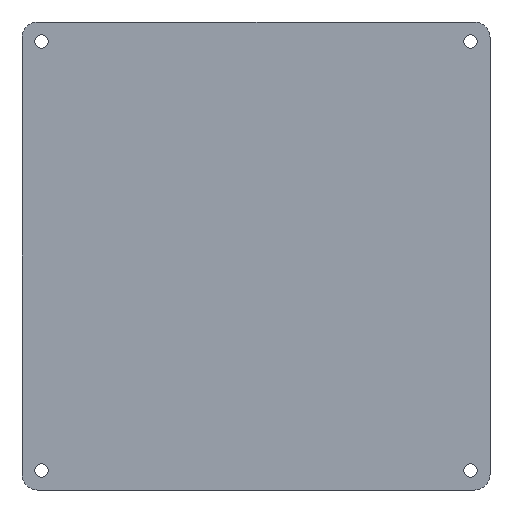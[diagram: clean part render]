
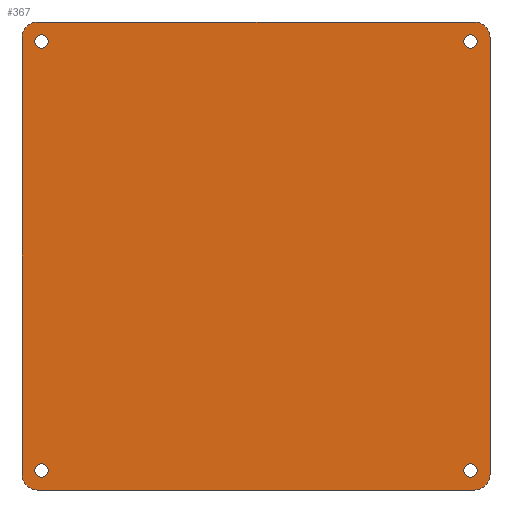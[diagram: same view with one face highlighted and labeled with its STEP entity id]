
A CAD part, front view. The second image highlights one B-rep face of the part: STEP entity #367.
In plain terms, the highlighted planar face has unit normal (0, -1, 0).
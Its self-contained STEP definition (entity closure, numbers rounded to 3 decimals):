
#25=LINE('',#617,#49);
#28=LINE('',#623,#52);
#29=LINE('',#627,#53);
#30=LINE('',#631,#54);
#49=VECTOR('',#511,10.);
#52=VECTOR('',#516,10.);
#53=VECTOR('',#519,10.);
#54=VECTOR('',#522,10.);
#79=FACE_BOUND('',#128,.T.);
#80=FACE_BOUND('',#129,.T.);
#81=FACE_BOUND('',#130,.T.);
#82=FACE_BOUND('',#131,.T.);
#101=FACE_OUTER_BOUND('',#127,.T.);
#127=EDGE_LOOP('',(#295,#296,#297,#298,#299,#300,#301,#302));
#128=EDGE_LOOP('',(#303));
#129=EDGE_LOOP('',(#304));
#130=EDGE_LOOP('',(#305));
#131=EDGE_LOOP('',(#306));
#146=CIRCLE('',#395,1.75);
#150=CIRCLE('',#402,1.75);
#154=CIRCLE('',#409,1.75);
#158=CIRCLE('',#416,1.75);
#160=CIRCLE('',#419,4.);
#161=CIRCLE('',#422,4.);
#162=CIRCLE('',#423,4.);
#163=CIRCLE('',#424,4.);
#170=VERTEX_POINT('',#564);
#174=VERTEX_POINT('',#577);
#178=VERTEX_POINT('',#590);
#182=VERTEX_POINT('',#603);
#185=VERTEX_POINT('',#610);
#186=VERTEX_POINT('',#612);
#187=VERTEX_POINT('',#616);
#189=VERTEX_POINT('',#622);
#190=VERTEX_POINT('',#624);
#191=VERTEX_POINT('',#626);
#192=VERTEX_POINT('',#628);
#193=VERTEX_POINT('',#630);
#204=EDGE_CURVE('',#170,#170,#146,.T.);
#210=EDGE_CURVE('',#174,#174,#150,.T.);
#216=EDGE_CURVE('',#178,#178,#154,.T.);
#222=EDGE_CURVE('',#182,#182,#158,.T.);
#225=EDGE_CURVE('',#185,#186,#160,.T.);
#227=EDGE_CURVE('',#187,#186,#25,.T.);
#230=EDGE_CURVE('',#185,#189,#28,.T.);
#231=EDGE_CURVE('',#190,#189,#161,.T.);
#232=EDGE_CURVE('',#190,#191,#29,.T.);
#233=EDGE_CURVE('',#192,#191,#162,.T.);
#234=EDGE_CURVE('',#192,#193,#30,.T.);
#235=EDGE_CURVE('',#187,#193,#163,.T.);
#295=ORIENTED_EDGE('',*,*,#225,.F.);
#296=ORIENTED_EDGE('',*,*,#230,.T.);
#297=ORIENTED_EDGE('',*,*,#231,.F.);
#298=ORIENTED_EDGE('',*,*,#232,.T.);
#299=ORIENTED_EDGE('',*,*,#233,.F.);
#300=ORIENTED_EDGE('',*,*,#234,.T.);
#301=ORIENTED_EDGE('',*,*,#235,.F.);
#302=ORIENTED_EDGE('',*,*,#227,.T.);
#303=ORIENTED_EDGE('',*,*,#204,.T.);
#304=ORIENTED_EDGE('',*,*,#210,.T.);
#305=ORIENTED_EDGE('',*,*,#216,.T.);
#306=ORIENTED_EDGE('',*,*,#222,.T.);
#348=PLANE('',#421);
#367=ADVANCED_FACE('',(#101,#79,#80,#81,#82),#348,.F.);
#395=AXIS2_PLACEMENT_3D('',#566,#451,#452);
#402=AXIS2_PLACEMENT_3D('',#579,#467,#468);
#409=AXIS2_PLACEMENT_3D('',#592,#483,#484);
#416=AXIS2_PLACEMENT_3D('',#605,#499,#500);
#419=AXIS2_PLACEMENT_3D('',#613,#506,#507);
#421=AXIS2_PLACEMENT_3D('',#621,#514,#515);
#422=AXIS2_PLACEMENT_3D('',#625,#517,#518);
#423=AXIS2_PLACEMENT_3D('',#629,#520,#521);
#424=AXIS2_PLACEMENT_3D('',#632,#523,#524);
#451=DIRECTION('center_axis',(0.,1.,0.));
#452=DIRECTION('ref_axis',(0.,0.,1.));
#467=DIRECTION('center_axis',(0.,1.,0.));
#468=DIRECTION('ref_axis',(0.,0.,1.));
#483=DIRECTION('center_axis',(0.,1.,0.));
#484=DIRECTION('ref_axis',(0.,0.,1.));
#499=DIRECTION('center_axis',(0.,1.,0.));
#500=DIRECTION('ref_axis',(0.,0.,1.));
#506=DIRECTION('center_axis',(0.,1.,0.));
#507=DIRECTION('ref_axis',(-0.707,0.,-0.707));
#511=DIRECTION('',(0.,0.,-1.));
#514=DIRECTION('center_axis',(0.,1.,0.));
#515=DIRECTION('ref_axis',(1.,0.,0.));
#516=DIRECTION('',(1.,0.,0.));
#517=DIRECTION('center_axis',(0.,1.,0.));
#518=DIRECTION('ref_axis',(0.707,0.,-0.707));
#519=DIRECTION('',(0.,0.,1.));
#520=DIRECTION('center_axis',(0.,1.,0.));
#521=DIRECTION('ref_axis',(0.707,0.,0.707));
#522=DIRECTION('',(-1.,0.,0.));
#523=DIRECTION('center_axis',(0.,1.,0.));
#524=DIRECTION('ref_axis',(-0.707,0.,0.707));
#564=CARTESIAN_POINT('',(115.,0.,3.25));
#566=CARTESIAN_POINT('Origin',(115.,0.,5.));
#577=CARTESIAN_POINT('',(5.,0.,113.25));
#579=CARTESIAN_POINT('Origin',(5.,0.,115.));
#590=CARTESIAN_POINT('',(5.,0.,3.25));
#592=CARTESIAN_POINT('Origin',(5.,0.,5.));
#603=CARTESIAN_POINT('',(115.,0.,113.25));
#605=CARTESIAN_POINT('Origin',(115.,0.,115.));
#610=CARTESIAN_POINT('',(4.,0.,0.));
#612=CARTESIAN_POINT('',(0.,0.,4.));
#613=CARTESIAN_POINT('Origin',(4.,0.,4.));
#616=CARTESIAN_POINT('',(0.,0.,116.));
#617=CARTESIAN_POINT('',(0.,0.,120.));
#621=CARTESIAN_POINT('Origin',(60.,0.,60.));
#622=CARTESIAN_POINT('',(116.,0.,0.));
#623=CARTESIAN_POINT('',(0.,0.,0.));
#624=CARTESIAN_POINT('',(120.,0.,4.));
#625=CARTESIAN_POINT('Origin',(116.,0.,4.));
#626=CARTESIAN_POINT('',(120.,0.,116.));
#627=CARTESIAN_POINT('',(120.,0.,0.));
#628=CARTESIAN_POINT('',(116.,0.,120.));
#629=CARTESIAN_POINT('Origin',(116.,0.,116.));
#630=CARTESIAN_POINT('',(4.,0.,120.));
#631=CARTESIAN_POINT('',(120.,0.,120.));
#632=CARTESIAN_POINT('Origin',(4.,0.,116.));
